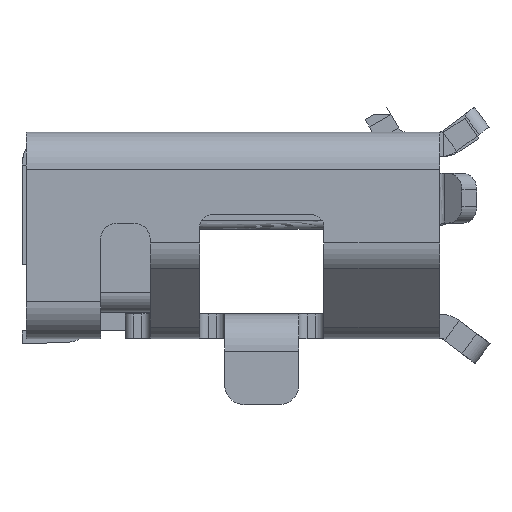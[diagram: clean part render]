
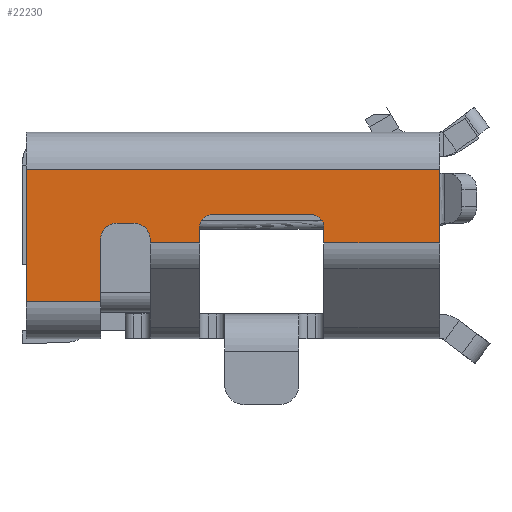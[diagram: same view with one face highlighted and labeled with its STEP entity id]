
A CAD part, left-side view. The second image highlights one B-rep face of the part: STEP entity #22230.
In plain terms, the highlighted planar face has unit normal (1, 0, 0).
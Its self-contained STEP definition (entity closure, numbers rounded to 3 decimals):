
#609=CIRCLE('',#24911,0.15);
#610=CIRCLE('',#24912,0.15);
#611=CIRCLE('',#24913,0.2);
#612=CIRCLE('',#24914,0.2);
#2597=FACE_OUTER_BOUND('',#3389,.T.);
#3389=EDGE_LOOP('',(#19206,#19207,#19208,#19209,#19210,#19211,#19212,#19213,
#19214,#19215,#19216,#19217,#19218,#19219,#19220,#19221));
#5100=LINE('',#39854,#7938);
#5101=LINE('',#39856,#7939);
#5102=LINE('',#39858,#7940);
#5103=LINE('',#39862,#7941);
#5104=LINE('',#39866,#7942);
#5105=LINE('',#39868,#7943);
#5106=LINE('',#39870,#7944);
#5107=LINE('',#39874,#7945);
#5108=LINE('',#39878,#7946);
#5109=LINE('',#39880,#7947);
#5110=LINE('',#39882,#7948);
#5111=LINE('',#39883,#7949);
#7938=VECTOR('',#28225,10.);
#7939=VECTOR('',#28226,1.);
#7940=VECTOR('',#28227,1.);
#7941=VECTOR('',#28230,1.);
#7942=VECTOR('',#28233,1.);
#7943=VECTOR('',#28234,1.);
#7944=VECTOR('',#28235,1.);
#7945=VECTOR('',#28238,1.);
#7946=VECTOR('',#28241,1.);
#7947=VECTOR('',#28242,1.);
#7948=VECTOR('',#28243,1.);
#7949=VECTOR('',#28244,1.);
#11290=VERTEX_POINT('',#39852);
#11291=VERTEX_POINT('',#39853);
#11292=VERTEX_POINT('',#39855);
#11293=VERTEX_POINT('',#39857);
#11294=VERTEX_POINT('',#39859);
#11295=VERTEX_POINT('',#39861);
#11296=VERTEX_POINT('',#39863);
#11297=VERTEX_POINT('',#39865);
#11298=VERTEX_POINT('',#39867);
#11299=VERTEX_POINT('',#39869);
#11300=VERTEX_POINT('',#39871);
#11301=VERTEX_POINT('',#39873);
#11302=VERTEX_POINT('',#39875);
#11303=VERTEX_POINT('',#39877);
#11304=VERTEX_POINT('',#39879);
#11305=VERTEX_POINT('',#39881);
#15248=EDGE_CURVE('',#11290,#11291,#5100,.F.);
#15249=EDGE_CURVE('',#11292,#11290,#5101,.T.);
#15250=EDGE_CURVE('',#11292,#11293,#5102,.T.);
#15251=EDGE_CURVE('',#11293,#11294,#609,.T.);
#15252=EDGE_CURVE('',#11294,#11295,#5103,.T.);
#15253=EDGE_CURVE('',#11295,#11296,#610,.T.);
#15254=EDGE_CURVE('',#11296,#11297,#5104,.T.);
#15255=EDGE_CURVE('',#11298,#11297,#5105,.T.);
#15256=EDGE_CURVE('',#11298,#11299,#5106,.T.);
#15257=EDGE_CURVE('',#11299,#11300,#611,.T.);
#15258=EDGE_CURVE('',#11300,#11301,#5107,.T.);
#15259=EDGE_CURVE('',#11301,#11302,#612,.T.);
#15260=EDGE_CURVE('',#11303,#11302,#5108,.T.);
#15261=EDGE_CURVE('',#11304,#11303,#5109,.T.);
#15262=EDGE_CURVE('',#11304,#11305,#5110,.T.);
#15263=EDGE_CURVE('',#11291,#11305,#5111,.T.);
#19206=ORIENTED_EDGE('',*,*,#15248,.F.);
#19207=ORIENTED_EDGE('',*,*,#15249,.F.);
#19208=ORIENTED_EDGE('',*,*,#15250,.T.);
#19209=ORIENTED_EDGE('',*,*,#15251,.T.);
#19210=ORIENTED_EDGE('',*,*,#15252,.T.);
#19211=ORIENTED_EDGE('',*,*,#15253,.T.);
#19212=ORIENTED_EDGE('',*,*,#15254,.T.);
#19213=ORIENTED_EDGE('',*,*,#15255,.F.);
#19214=ORIENTED_EDGE('',*,*,#15256,.T.);
#19215=ORIENTED_EDGE('',*,*,#15257,.T.);
#19216=ORIENTED_EDGE('',*,*,#15258,.T.);
#19217=ORIENTED_EDGE('',*,*,#15259,.T.);
#19218=ORIENTED_EDGE('',*,*,#15260,.F.);
#19219=ORIENTED_EDGE('',*,*,#15261,.F.);
#19220=ORIENTED_EDGE('',*,*,#15262,.T.);
#19221=ORIENTED_EDGE('',*,*,#15263,.F.);
#21611=PLANE('',#24910);
#22230=ADVANCED_FACE('',(#2597),#21611,.T.);
#24910=AXIS2_PLACEMENT_3D('',#39851,#28223,#28224);
#24911=AXIS2_PLACEMENT_3D('',#39860,#28228,#28229);
#24912=AXIS2_PLACEMENT_3D('',#39864,#28231,#28232);
#24913=AXIS2_PLACEMENT_3D('',#39872,#28236,#28237);
#24914=AXIS2_PLACEMENT_3D('',#39876,#28239,#28240);
#28223=DIRECTION('center_axis',(1.,0.,0.));
#28224=DIRECTION('ref_axis',(0.,0.,-1.));
#28225=DIRECTION('',(0.,-1.,0.));
#28226=DIRECTION('',(0.,0.,1.));
#28227=DIRECTION('',(0.,1.,0.));
#28228=DIRECTION('center_axis',(-1.,0.,0.));
#28229=DIRECTION('ref_axis',(0.,0.,1.));
#28230=DIRECTION('',(0.,0.,-1.));
#28231=DIRECTION('center_axis',(-1.,0.,0.));
#28232=DIRECTION('ref_axis',(0.,1.,0.));
#28233=DIRECTION('',(0.,-1.,0.));
#28234=DIRECTION('',(0.,0.,1.));
#28235=DIRECTION('',(0.,1.,0.));
#28236=DIRECTION('center_axis',(-1.,0.,0.));
#28237=DIRECTION('ref_axis',(0.,0.,1.));
#28238=DIRECTION('',(0.,0.,-1.));
#28239=DIRECTION('center_axis',(-1.,0.,0.));
#28240=DIRECTION('ref_axis',(0.,1.,0.));
#28241=DIRECTION('',(0.,1.,0.));
#28242=DIRECTION('',(0.,0.,1.));
#28243=DIRECTION('',(0.,1.,0.));
#28244=DIRECTION('',(0.,0.,-1.));
#39851=CARTESIAN_POINT('Origin',(94.25,1.625,0.2));
#39852=CARTESIAN_POINT('',(94.25,1.535,5.3));
#39853=CARTESIAN_POINT('',(94.25,2.425,5.3));
#39854=CARTESIAN_POINT('',(94.25,2.425,5.3));
#39855=CARTESIAN_POINT('',(94.25,1.535,3.9));
#39856=CARTESIAN_POINT('',(94.25,1.535,3.9));
#39857=CARTESIAN_POINT('',(94.25,1.725,3.9));
#39858=CARTESIAN_POINT('',(94.25,1.535,3.9));
#39859=CARTESIAN_POINT('',(94.25,1.875,3.75));
#39860=CARTESIAN_POINT('Origin',(94.25,1.725,3.75));
#39861=CARTESIAN_POINT('',(94.25,1.875,2.55));
#39862=CARTESIAN_POINT('',(94.25,1.875,3.75));
#39863=CARTESIAN_POINT('',(94.25,1.725,2.4));
#39864=CARTESIAN_POINT('Origin',(94.25,1.725,2.55));
#39865=CARTESIAN_POINT('',(94.25,1.535,2.4));
#39866=CARTESIAN_POINT('',(94.25,1.725,2.4));
#39867=CARTESIAN_POINT('',(94.25,1.535,1.8));
#39868=CARTESIAN_POINT('',(94.25,1.535,1.8));
#39869=CARTESIAN_POINT('',(94.25,1.575,1.8));
#39870=CARTESIAN_POINT('',(94.25,1.535,1.8));
#39871=CARTESIAN_POINT('',(94.25,1.775,1.6));
#39872=CARTESIAN_POINT('Origin',(94.25,1.575,1.6));
#39873=CARTESIAN_POINT('',(94.25,1.775,1.4));
#39874=CARTESIAN_POINT('',(94.25,1.775,1.6));
#39875=CARTESIAN_POINT('',(94.25,1.575,1.2));
#39876=CARTESIAN_POINT('Origin',(94.25,1.575,1.4));
#39877=CARTESIAN_POINT('',(94.25,0.825,1.2));
#39878=CARTESIAN_POINT('',(94.25,0.825,1.2));
#39879=CARTESIAN_POINT('',(94.25,0.825,0.3));
#39880=CARTESIAN_POINT('',(94.25,0.825,0.3));
#39881=CARTESIAN_POINT('',(94.25,2.425,0.3));
#39882=CARTESIAN_POINT('',(94.25,0.825,0.3));
#39883=CARTESIAN_POINT('',(94.25,2.425,5.3));
